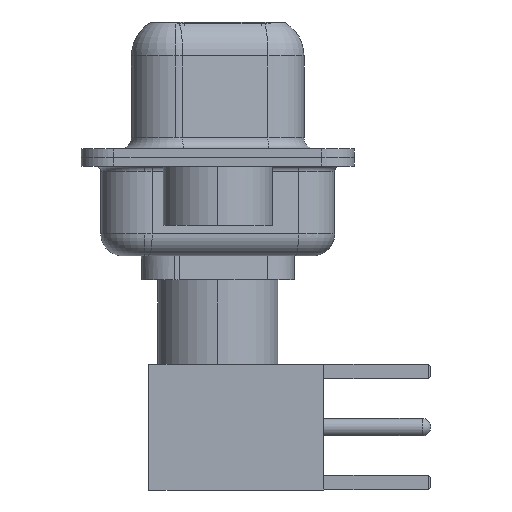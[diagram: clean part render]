
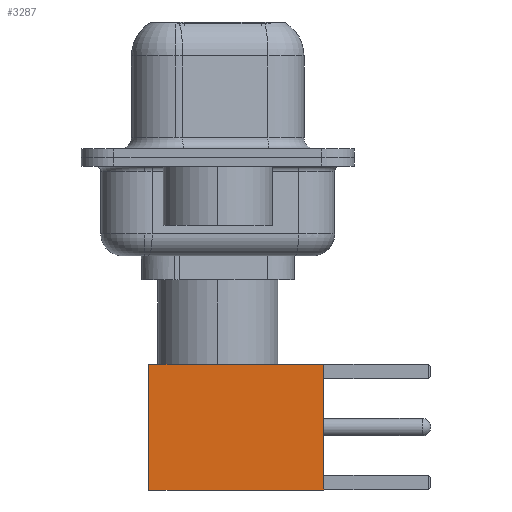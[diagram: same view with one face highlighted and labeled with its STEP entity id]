
A CAD part, left-side view. The second image highlights one B-rep face of the part: STEP entity #3287.
In plain terms, the highlighted face is planar.
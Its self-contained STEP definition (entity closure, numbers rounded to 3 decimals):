
#187 = DIRECTION ( 'NONE',  ( 0., 0., -1. ) ) ;
#393 = CARTESIAN_POINT ( 'NONE',  ( 2.875, 2.875, 0. ) ) ;
#507 = CARTESIAN_POINT ( 'NONE',  ( 2.875, 2.875, 0. ) ) ;
#1055 = CARTESIAN_POINT ( 'NONE',  ( 0., 2.875, 8. ) ) ;
#1631 = VECTOR ( 'NONE', #12236, 1000. ) ;
#1960 = EDGE_LOOP ( 'NONE', ( #9505, #13605, #4774, #14015 ) ) ;
#2333 = VERTEX_POINT ( 'NONE', #393 ) ;
#3287 = ADVANCED_FACE ( 'NONE', ( #11600 ), #4151, .T. ) ;
#3340 = VECTOR ( 'NONE', #3907, 1000. ) ;
#3497 = VERTEX_POINT ( 'NONE', #12072 ) ;
#3622 = DIRECTION ( 'NONE',  ( 0., 0., -1. ) ) ;
#3814 = CARTESIAN_POINT ( 'NONE',  ( -2.875, 2.875, 0. ) ) ;
#3907 = DIRECTION ( 'NONE',  ( -1., 0., 0. ) ) ;
#4151 = PLANE ( 'NONE',  #6446 ) ;
#4233 = EDGE_CURVE ( 'NONE', #13106, #2333, #4853, .T. ) ;
#4693 = EDGE_CURVE ( 'NONE', #2333, #5379, #11289, .T. ) ;
#4774 = ORIENTED_EDGE ( 'NONE', *, *, #13429, .F. ) ;
#4853 = LINE ( 'NONE', #14719, #6433 ) ;
#5379 = VERTEX_POINT ( 'NONE', #13099 ) ;
#5520 = DIRECTION ( 'NONE',  ( 0., 1., 0. ) ) ;
#6433 = VECTOR ( 'NONE', #3622, 1000. ) ;
#6446 = AXIS2_PLACEMENT_3D ( 'NONE', #507, #5520, #11674 ) ;
#8190 = CARTESIAN_POINT ( 'NONE',  ( 2.875, 2.875, 8. ) ) ;
#9178 = EDGE_CURVE ( 'NONE', #13106, #3497, #12074, .T. ) ;
#9505 = ORIENTED_EDGE ( 'NONE', *, *, #4233, .T. ) ;
#11289 = LINE ( 'NONE', #15006, #3340 ) ;
#11600 = FACE_OUTER_BOUND ( 'NONE', #1960, .T. ) ;
#11674 = DIRECTION ( 'NONE',  ( 0., 0., 1. ) ) ;
#12072 = CARTESIAN_POINT ( 'NONE',  ( -2.875, 2.875, 8. ) ) ;
#12074 = LINE ( 'NONE', #1055, #1631 ) ;
#12236 = DIRECTION ( 'NONE',  ( -1., 0., 0. ) ) ;
#12480 = LINE ( 'NONE', #3814, #13327 ) ;
#13099 = CARTESIAN_POINT ( 'NONE',  ( -2.875, 2.875, 0. ) ) ;
#13106 = VERTEX_POINT ( 'NONE', #8190 ) ;
#13327 = VECTOR ( 'NONE', #187, 1000. ) ;
#13429 = EDGE_CURVE ( 'NONE', #3497, #5379, #12480, .T. ) ;
#13605 = ORIENTED_EDGE ( 'NONE', *, *, #4693, .T. ) ;
#14015 = ORIENTED_EDGE ( 'NONE', *, *, #9178, .F. ) ;
#14719 = CARTESIAN_POINT ( 'NONE',  ( 2.875, 2.875, 0. ) ) ;
#15006 = CARTESIAN_POINT ( 'NONE',  ( 0., 2.875, 0. ) ) ;
